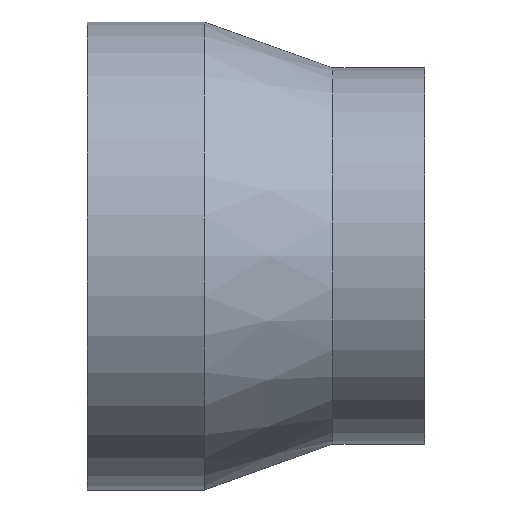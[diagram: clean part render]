
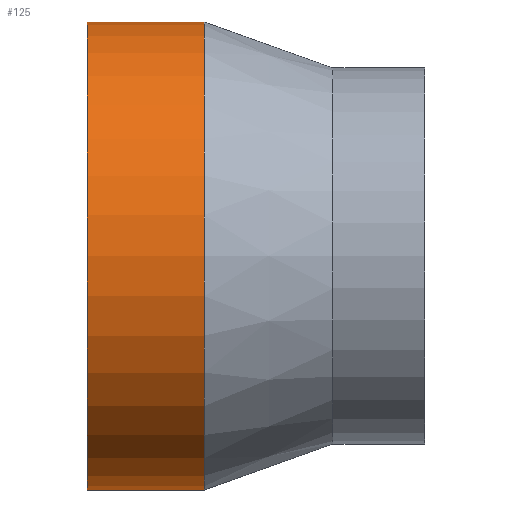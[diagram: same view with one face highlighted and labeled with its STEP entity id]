
A CAD part, top view. The second image highlights one B-rep face of the part: STEP entity #125.
In plain terms, the highlighted cylindrical face has radius 140 mm (diameter 280 mm), a partial arc.
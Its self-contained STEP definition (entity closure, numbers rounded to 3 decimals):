
#89 = VERTEX_POINT( '', #224 );
#99 = VERTEX_POINT( '', #235 );
#117 = EDGE_CURVE( '', #153, #191, #256, .T. );
#125 = ADVANCED_FACE( '', ( #265 ), #266, .T. );
#153 = VERTEX_POINT( '', #298 );
#155 = EDGE_CURVE( '', #89, #99, #300, .T. );
#167 = EDGE_CURVE( '', #153, #89, #313, .T. );
#191 = VERTEX_POINT( '', #341 );
#195 = EDGE_CURVE( '', #99, #191, #345, .T. );
#224 = CARTESIAN_POINT( '', ( 70., -140., 0. ) );
#235 = CARTESIAN_POINT( '', ( 70., 140., 0. ) );
#256 = CIRCLE( '', #406, 140. );
#265 = FACE_OUTER_BOUND( '', #414, .T. );
#266 = CYLINDRICAL_SURFACE( '', #415, 140. );
#298 = CARTESIAN_POINT( '', ( 0., -140., 0. ) );
#300 = CIRCLE( '', #461, 140. );
#313 = LINE( '', #478, #479 );
#341 = CARTESIAN_POINT( '', ( 0., 140., 0. ) );
#345 = LINE( '', #522, #523 );
#406 = AXIS2_PLACEMENT_3D( '', #579, #580, #581 );
#414 = EDGE_LOOP( '', ( #592, #593, #594, #595 ) );
#415 = AXIS2_PLACEMENT_3D( '', #596, #597, #598 );
#461 = AXIS2_PLACEMENT_3D( '', #649, #650, #651 );
#478 = CARTESIAN_POINT( '', ( 35., -140., 0. ) );
#479 = VECTOR( '', #664, 1. );
#522 = CARTESIAN_POINT( '', ( 35., 140., 0. ) );
#523 = VECTOR( '', #699, 1. );
#579 = CARTESIAN_POINT( '', ( 0., 0., 0. ) );
#580 = DIRECTION( '', ( -1., 0., 0. ) );
#581 = DIRECTION( '', ( 0., 1., 0. ) );
#592 = ORIENTED_EDGE( '', *, *, #195, .T. );
#593 = ORIENTED_EDGE( '', *, *, #117, .F. );
#594 = ORIENTED_EDGE( '', *, *, #167, .T. );
#595 = ORIENTED_EDGE( '', *, *, #155, .T. );
#596 = CARTESIAN_POINT( '', ( 35., 0., 0. ) );
#597 = DIRECTION( '', ( 1., 0., 0. ) );
#598 = DIRECTION( '', ( 0., 1., 0. ) );
#649 = CARTESIAN_POINT( '', ( 70., 0., 0. ) );
#650 = DIRECTION( '', ( -1., 0., 0. ) );
#651 = DIRECTION( '', ( 0., 1., 0. ) );
#664 = DIRECTION( '', ( 1., 0., 0. ) );
#699 = DIRECTION( '', ( -1., 0., 0. ) );
